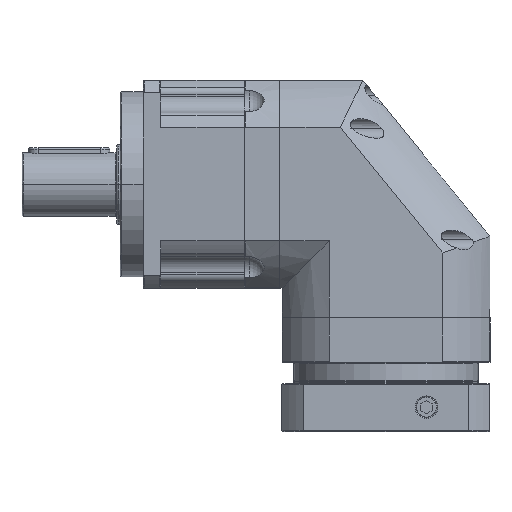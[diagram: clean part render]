
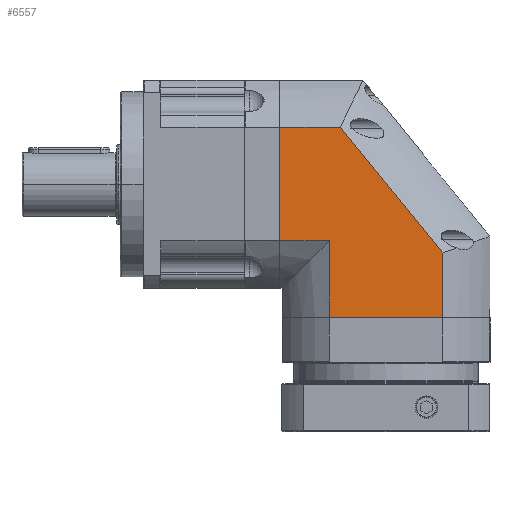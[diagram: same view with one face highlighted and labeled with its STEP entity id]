
A CAD part, top view. The second image highlights one B-rep face of the part: STEP entity #6557.
In plain terms, the highlighted face is planar.
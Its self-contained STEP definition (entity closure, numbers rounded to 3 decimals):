
#347 = CARTESIAN_POINT ( 'NONE',  ( -90., 49.054, 92. ) ) ;
#472 = CARTESIAN_POINT ( 'NONE',  ( -90., 500000., -49.054 ) ) ;
#636 = DIRECTION ( 'NONE',  ( 0., 0., -1. ) ) ;
#904 = DIRECTION ( 'NONE',  ( 1., 0., 0. ) ) ;
#979 = VERTEX_POINT ( 'NONE', #22875 ) ;
#1064 = LINE ( 'NONE', #472, #23254 ) ;
#1900 = LINE ( 'NONE', #4284, #22609 ) ;
#2738 = LINE ( 'NONE', #5137, #14651 ) ;
#2822 = VERTEX_POINT ( 'NONE', #9760 ) ;
#2962 = LINE ( 'NONE', #11648, #18323 ) ;
#3310 = EDGE_CURVE ( 'NONE', #13385, #13873, #1900, .T. ) ;
#3694 = VECTOR ( 'NONE', #636, 1000. ) ;
#4078 = CARTESIAN_POINT ( 'NONE',  ( -90., -115., -49.054 ) ) ;
#4284 = CARTESIAN_POINT ( 'NONE',  ( -90., -49.054, 92. ) ) ;
#5137 = CARTESIAN_POINT ( 'NONE',  ( -90., 102.65, -83.126 ) ) ;
#5148 = EDGE_CURVE ( 'NONE', #7912, #5451, #2962, .T. ) ;
#5282 = DIRECTION ( 'NONE',  ( 0., -0.775, 0.632 ) ) ;
#5451 = VERTEX_POINT ( 'NONE', #10887 ) ;
#5710 = FACE_OUTER_BOUND ( 'NONE', #28737, .T. ) ;
#6159 = ORIENTED_EDGE ( 'NONE', *, *, #14829, .T. ) ;
#6557 = ADVANCED_FACE ( 'NONE', ( #5710 ), #7797, .F. ) ;
#6695 = DIRECTION ( 'NONE',  ( 0., 0., -1. ) ) ;
#7498 = DIRECTION ( 'NONE',  ( 0., 0., -1. ) ) ;
#7797 = PLANE ( 'NONE',  #28297 ) ;
#7912 = VERTEX_POINT ( 'NONE', #16734 ) ;
#8073 = CARTESIAN_POINT ( 'NONE',  ( -90., -49.054, -49.054 ) ) ;
#8940 = ORIENTED_EDGE ( 'NONE', *, *, #8980, .T. ) ;
#8980 = EDGE_CURVE ( 'NONE', #2822, #979, #14519, .T. ) ;
#9085 = EDGE_CURVE ( 'NONE', #2822, #7912, #2738, .T. ) ;
#9760 = CARTESIAN_POINT ( 'NONE',  ( -90., 49.054, -39.454 ) ) ;
#9929 = VERTEX_POINT ( 'NONE', #12835 ) ;
#10046 = ORIENTED_EDGE ( 'NONE', *, *, #3310, .F. ) ;
#10063 = ORIENTED_EDGE ( 'NONE', *, *, #14315, .F. ) ;
#10887 = CARTESIAN_POINT ( 'NONE',  ( -90., -115., 49.054 ) ) ;
#11648 = CARTESIAN_POINT ( 'NONE',  ( -90., 500000., 49.054 ) ) ;
#11802 = VECTOR ( 'NONE', #13564, 1000. ) ;
#11847 = DIRECTION ( 'NONE',  ( 0., -1., 0. ) ) ;
#12217 = VECTOR ( 'NONE', #21955, 1000. ) ;
#12753 = EDGE_CURVE ( 'NONE', #13385, #9929, #1064, .T. ) ;
#12835 = CARTESIAN_POINT ( 'NONE',  ( -90., -115., -49.054 ) ) ;
#13385 = VERTEX_POINT ( 'NONE', #8073 ) ;
#13564 = DIRECTION ( 'NONE',  ( 0., -1., 0. ) ) ;
#13873 = VERTEX_POINT ( 'NONE', #27049 ) ;
#14315 = EDGE_CURVE ( 'NONE', #5451, #9929, #18115, .T. ) ;
#14519 = LINE ( 'NONE', #347, #3694 ) ;
#14651 = VECTOR ( 'NONE', #5282, 1000. ) ;
#14829 = EDGE_CURVE ( 'NONE', #979, #13873, #17740, .T. ) ;
#16734 = CARTESIAN_POINT ( 'NONE',  ( -90., -59.57, 49.054 ) ) ;
#17011 = ORIENTED_EDGE ( 'NONE', *, *, #9085, .F. ) ;
#17740 = LINE ( 'NONE', #25152, #11802 ) ;
#18115 = LINE ( 'NONE', #4078, #12217 ) ;
#18323 = VECTOR ( 'NONE', #18773, 1000. ) ;
#18773 = DIRECTION ( 'NONE',  ( 0., -1., 0. ) ) ;
#18965 = CARTESIAN_POINT ( 'NONE',  ( -90., 49.054, 92. ) ) ;
#20860 = ORIENTED_EDGE ( 'NONE', *, *, #5148, .F. ) ;
#21955 = DIRECTION ( 'NONE',  ( 0., 0., -1. ) ) ;
#22609 = VECTOR ( 'NONE', #6695, 1000. ) ;
#22875 = CARTESIAN_POINT ( 'NONE',  ( -90., 49.054, -92. ) ) ;
#23254 = VECTOR ( 'NONE', #11847, 1000. ) ;
#25152 = CARTESIAN_POINT ( 'NONE',  ( -90., 49.054, -92. ) ) ;
#25277 = ORIENTED_EDGE ( 'NONE', *, *, #12753, .T. ) ;
#27049 = CARTESIAN_POINT ( 'NONE',  ( -90., -49.054, -92. ) ) ;
#28297 = AXIS2_PLACEMENT_3D ( 'NONE', #18965, #904, #7498 ) ;
#28737 = EDGE_LOOP ( 'NONE', ( #20860, #17011, #8940, #6159, #10046, #25277, #10063 ) ) ;
